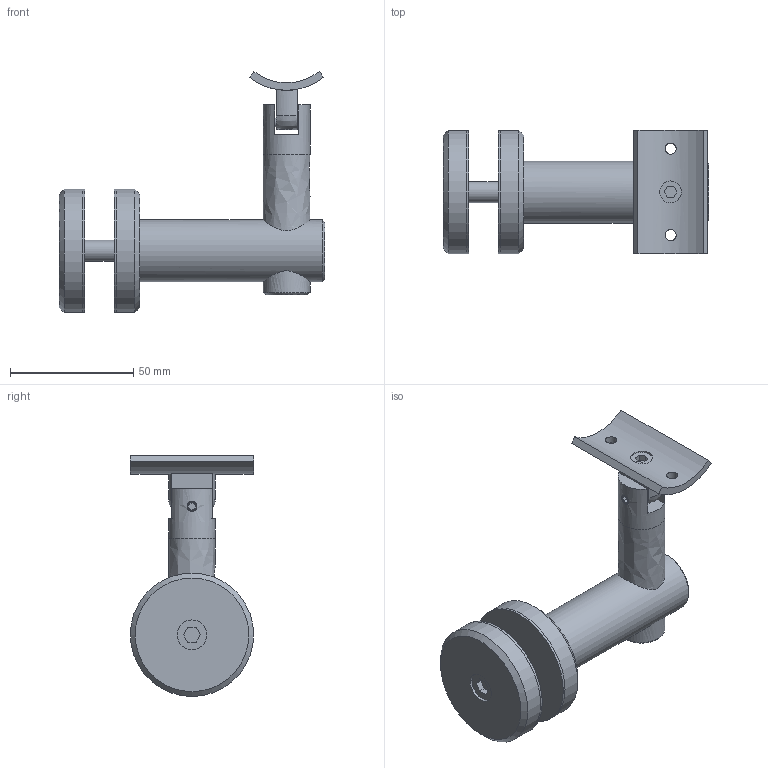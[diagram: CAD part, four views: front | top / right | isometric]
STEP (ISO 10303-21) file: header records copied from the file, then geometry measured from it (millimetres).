
FILE_DESCRIPTION(/* description */ (''),/* implementation_level */ '2;1');
FILE_NAME(/* name */ '1891_Cosch_Edelstahltechnik.stp',/* time_stamp */ '2019-01-10T22:06:39+01:00',/* author */ (''),/* organization */ (''),/* preprocessor_version */ 'ST-DEVELOPER v16',/* originating_system */ 'SIEMENS PLM Software NX 11.0',/* authorisation */ '');
FILE_SCHEMA (('AUTOMOTIVE_DESIGN { 1 0 10303 214 3 1 1 1 }'));
Length unit declared in the file: millimetre
Products named in the file (1): Goge168414734gyw
Bounding box: 107.6 x 50 x 97.63 mm (x, y, z)
Volume: 97013.4 mm3; surface area: 32766.7 mm2
Topology: 5 solids, 5 shells, 84 faces, 183 edges, 127 vertices
Faces by surface type: plane 57, cylinder 17, bspline 7, cone 3
Full cylindrical faces by diameter (mm): 3.5 x3, 4 x1, 4.5 x2, 5.5 x1, 8.5 x1, 8.844 x1, 12 x1, 25 x1, 50 x4
Entity records: 4849 total; most frequent: CARTESIAN_POINT 3121, DIRECTION 307, ORIENTED_EDGE 294, EDGE_CURVE 147, EDGE_LOOP 128, VERTEX_POINT 111, AXIS2_PLACEMENT_3D 110, LINE 87
